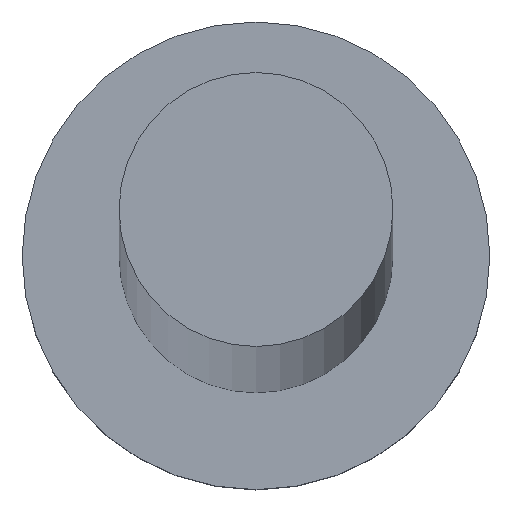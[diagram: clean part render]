
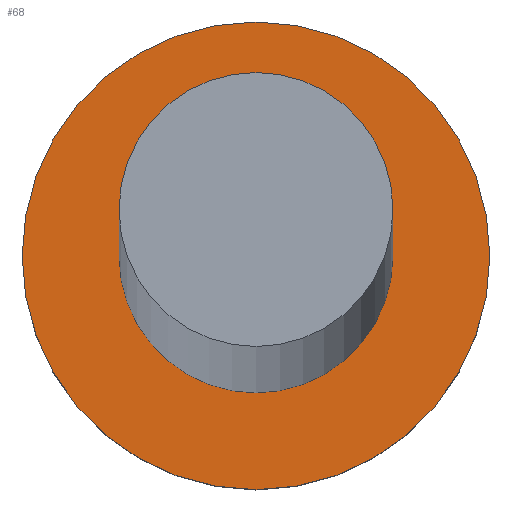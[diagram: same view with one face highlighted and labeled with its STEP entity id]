
A CAD part, top view. The second image highlights one B-rep face of the part: STEP entity #68.
In plain terms, the highlighted planar face has unit normal (0, 0, 1).
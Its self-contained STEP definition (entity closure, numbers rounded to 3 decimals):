
#3 = CARTESIAN_POINT ( 'NONE',  ( 7., 0., 5. ) ) ;
#9 = AXIS2_PLACEMENT_3D ( 'NONE', #202, #48, #182 ) ;
#15 = ORIENTED_EDGE ( 'NONE', *, *, #34, .F. ) ;
#17 = VERTEX_POINT ( 'NONE', #172 ) ;
#18 = CARTESIAN_POINT ( 'NONE',  ( -7., 0., 5. ) ) ;
#21 = FACE_BOUND ( 'NONE', #192, .T. ) ;
#25 = CIRCLE ( 'NONE', #175, 7. ) ;
#26 = CARTESIAN_POINT ( 'NONE',  ( 4.1, 0., 5. ) ) ;
#27 = DIRECTION ( 'NONE',  ( 1., 0., 0. ) ) ;
#34 = EDGE_CURVE ( 'NONE', #193, #17, #63, .T. ) ;
#43 = AXIS2_PLACEMENT_3D ( 'NONE', #223, #82, #87 ) ;
#44 = CIRCLE ( 'NONE', #121, 4.1 ) ;
#48 = DIRECTION ( 'NONE',  ( 0., 0., 1. ) ) ;
#53 = AXIS2_PLACEMENT_3D ( 'NONE', #89, #253, #60 ) ;
#60 = DIRECTION ( 'NONE',  ( 1., 0., 0. ) ) ;
#63 = CIRCLE ( 'NONE', #53, 4.1 ) ;
#68 = ADVANCED_FACE ( 'NONE', ( #21, #115 ), #213, .T. ) ;
#82 = DIRECTION ( 'NONE',  ( 0., 0., 1. ) ) ;
#87 = DIRECTION ( 'NONE',  ( 1., 0., 0. ) ) ;
#89 = CARTESIAN_POINT ( 'NONE',  ( 0., 0., 5. ) ) ;
#100 = CARTESIAN_POINT ( 'NONE',  ( 0., 0., 5. ) ) ;
#101 = CARTESIAN_POINT ( 'NONE',  ( 0., 0., 5. ) ) ;
#105 = ORIENTED_EDGE ( 'NONE', *, *, #191, .T. ) ;
#111 = CIRCLE ( 'NONE', #9, 7. ) ;
#115 = FACE_OUTER_BOUND ( 'NONE', #170, .T. ) ;
#121 = AXIS2_PLACEMENT_3D ( 'NONE', #100, #139, #27 ) ;
#139 = DIRECTION ( 'NONE',  ( 0., 0., 1. ) ) ;
#153 = ORIENTED_EDGE ( 'NONE', *, *, #214, .T. ) ;
#170 = EDGE_LOOP ( 'NONE', ( #105, #153 ) ) ;
#172 = CARTESIAN_POINT ( 'NONE',  ( -4.1, 0., 5. ) ) ;
#174 = VERTEX_POINT ( 'NONE', #3 ) ;
#175 = AXIS2_PLACEMENT_3D ( 'NONE', #101, #198, #185 ) ;
#182 = DIRECTION ( 'NONE',  ( 1., 0., 0. ) ) ;
#185 = DIRECTION ( 'NONE',  ( 1., 0., 0. ) ) ;
#191 = EDGE_CURVE ( 'NONE', #230, #174, #111, .T. ) ;
#192 = EDGE_LOOP ( 'NONE', ( #226, #15 ) ) ;
#193 = VERTEX_POINT ( 'NONE', #26 ) ;
#196 = EDGE_CURVE ( 'NONE', #17, #193, #44, .T. ) ;
#198 = DIRECTION ( 'NONE',  ( 0., 0., 1. ) ) ;
#202 = CARTESIAN_POINT ( 'NONE',  ( 0., 0., 5. ) ) ;
#213 = PLANE ( 'NONE',  #43 ) ;
#214 = EDGE_CURVE ( 'NONE', #174, #230, #25, .T. ) ;
#223 = CARTESIAN_POINT ( 'NONE',  ( 0., 0., 5. ) ) ;
#226 = ORIENTED_EDGE ( 'NONE', *, *, #196, .F. ) ;
#230 = VERTEX_POINT ( 'NONE', #18 ) ;
#253 = DIRECTION ( 'NONE',  ( 0., 0., 1. ) ) ;
